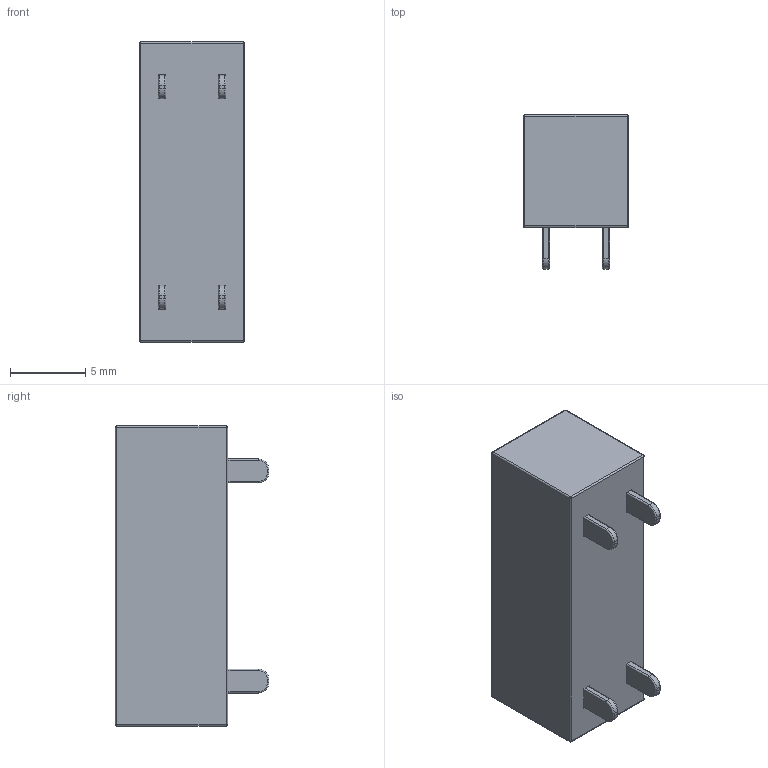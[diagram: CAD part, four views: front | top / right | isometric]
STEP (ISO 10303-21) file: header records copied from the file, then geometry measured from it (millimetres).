
FILE_DESCRIPTION(/* description */ (''),/* implementation_level */ '2;1');
FILE_NAME(/* name */ 'Standard_Blade_Fuse_Holder.step.step',/* time_stamp */ '2025-04-13T01:08:25+03:00',/* author */ (''),/* organization */ (''),/* preprocessor_version */ 'ST-DEVELOPER v20.1',/* originating_system */ 'Autodesk Translation Framework v14.4.0.0',/* authorisation */ '');
FILE_SCHEMA (('AUTOMOTIVE_DESIGN { 1 0 10303 214 3 1 1 }'));
Length unit declared in the file: millimetre
Products named in the file (1): Universal Car Fuse Holder PCB v1
Bounding box: 7 x 10.25 x 20 mm (x, y, z)
Volume: 687.7 mm3; surface area: 1548.1 mm2
Topology: 3 solids, 3 shells, 291 faces, 664 edges, 376 vertices
Faces by surface type: cylinder 140, plane 75, torus 52, sphere 24
Entity records: 8127 total; most frequent: DIRECTION 1548, CARTESIAN_POINT 1364, ORIENTED_EDGE 1328, EDGE_CURVE 664, AXIS2_PLACEMENT_3D 596, VERTEX_POINT 376, LINE 356, VECTOR 356
